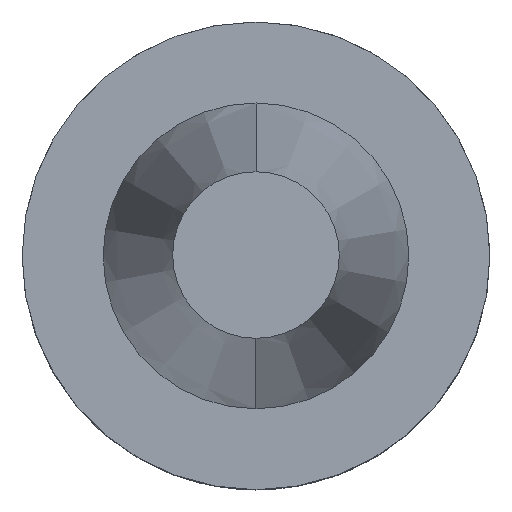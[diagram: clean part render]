
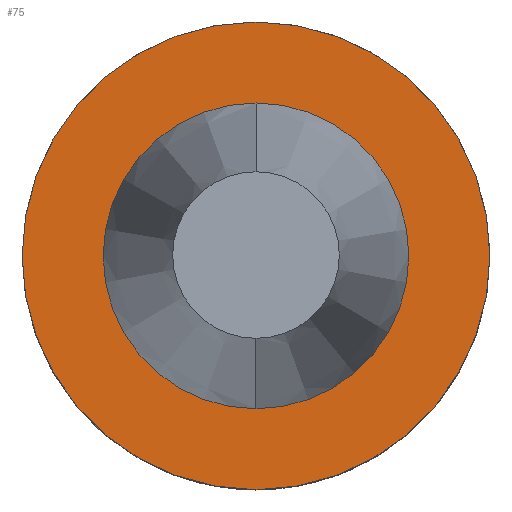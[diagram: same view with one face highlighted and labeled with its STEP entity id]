
A CAD part, top view. The second image highlights one B-rep face of the part: STEP entity #75.
In plain terms, the highlighted planar face has unit normal (0, 0, 1).
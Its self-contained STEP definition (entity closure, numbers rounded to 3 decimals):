
#75=ADVANCED_FACE('',(#97,#98),#93,.F.);
#93=PLANE('',#297);
#97=FACE_BOUND('',#115,.T.);
#98=FACE_BOUND('',#116,.T.);
#115=EDGE_LOOP('',(#142));
#116=EDGE_LOOP('',(#143,#144));
#142=ORIENTED_EDGE('',*,*,#219,.T.);
#143=ORIENTED_EDGE('',*,*,#220,.T.);
#144=ORIENTED_EDGE('',*,*,#221,.T.);
#198=VERTEX_POINT('',#433);
#199=VERTEX_POINT('',#435);
#200=VERTEX_POINT('',#436);
#219=EDGE_CURVE('',#198,#198,#247,.T.);
#220=EDGE_CURVE('',#199,#200,#248,.T.);
#221=EDGE_CURVE('',#200,#199,#249,.T.);
#247=CIRCLE('',#294,25.);
#248=CIRCLE('',#295,16.342);
#249=CIRCLE('',#296,16.342);
#294=AXIS2_PLACEMENT_3D('',#432,#342,#343);
#295=AXIS2_PLACEMENT_3D('',#434,#344,#345);
#296=AXIS2_PLACEMENT_3D('',#437,#346,#347);
#297=AXIS2_PLACEMENT_3D('',#438,#348,#349);
#342=DIRECTION('',(0.,0.,1.));
#343=DIRECTION('',(-1.,0.,0.));
#344=DIRECTION('',(0.,0.,-1.));
#345=DIRECTION('',(-1.,0.,0.));
#346=DIRECTION('',(0.,0.,-1.));
#347=DIRECTION('',(-1.,0.,0.));
#348=DIRECTION('',(0.,0.,-1.));
#349=DIRECTION('',(0.,1.,0.));
#432=CARTESIAN_POINT('',(0.,0.,-3.2));
#433=CARTESIAN_POINT('',(-25.,0.,-3.2));
#434=CARTESIAN_POINT('',(0.,0.,-3.2));
#435=CARTESIAN_POINT('',(0.,16.342,-3.2));
#436=CARTESIAN_POINT('',(0.,-16.342,-3.2));
#437=CARTESIAN_POINT('',(0.,0.,-3.2));
#438=CARTESIAN_POINT('',(0.,0.,-3.2));
